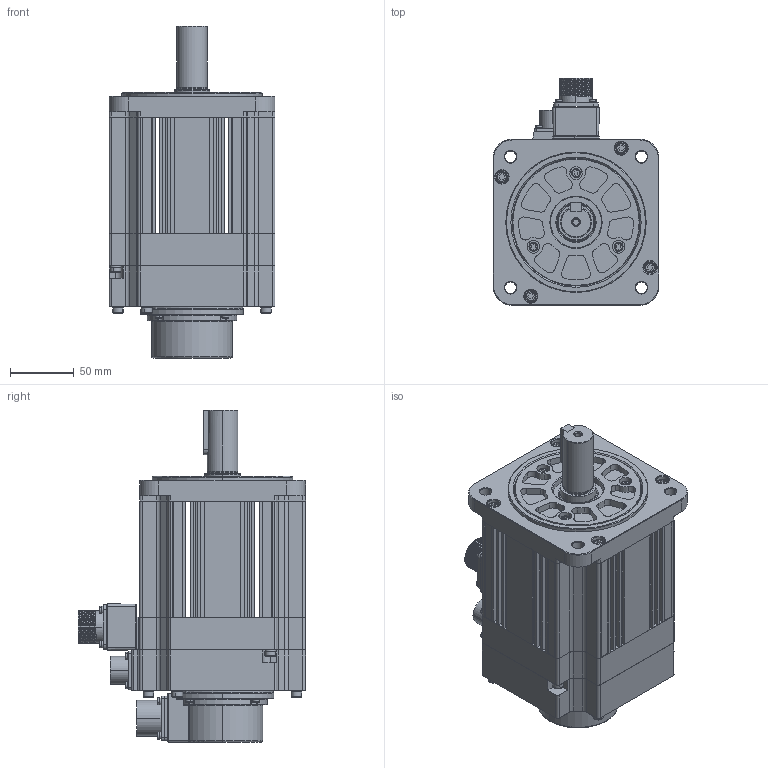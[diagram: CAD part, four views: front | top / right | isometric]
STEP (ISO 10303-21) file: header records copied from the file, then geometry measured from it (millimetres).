
FILE_DESCRIPTION (( 'STEP AP203' ), '1' );
FILE_NAME ('EM1-2KW-B-K.STEP', '2019-12-03T02:29:28', ( '' ), ( '' ), 'SwSTEP 2.0', 'SolidWorks 2015', '' );
FILE_SCHEMA (( 'CONFIG_CONTROL_DESIGN' ));
Products named in the file (1): EM1-2KW-B-K
Bounding box: 130 x 177.85 x 260.1 mm (x, y, z)
Surface area: 181434.6 mm2 (no closed solid volume)
Topology: 0 solids, 72 shells, 1202 faces, 3540 edges, 2403 vertices
Faces by surface type: plane 539, cylinder 404, cone 146, torus 97, bspline 14, sphere 2
Entity records: 44419 total; most frequent: CARTESIAN_POINT 12388, DIRECTION 6956, ORIENTED_EDGE 5912, EDGE_CURVE 3540, AXIS2_PLACEMENT_3D 2462, VERTEX_POINT 2403, VECTOR 2032, LINE 2032
